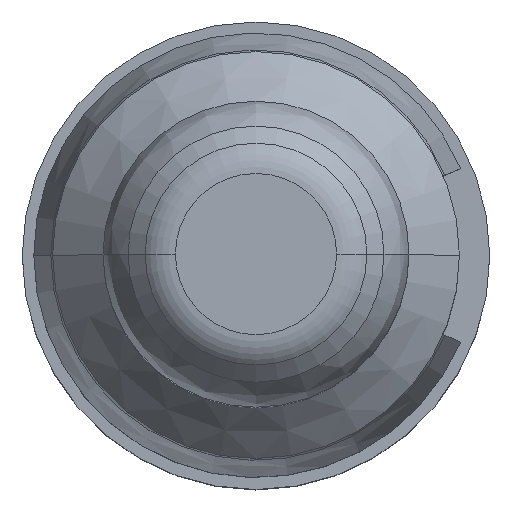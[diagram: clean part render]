
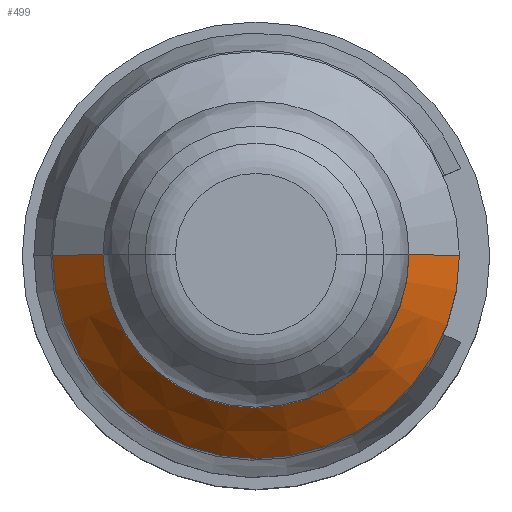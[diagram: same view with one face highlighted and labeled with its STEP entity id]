
A CAD part, top view. The second image highlights one B-rep face of the part: STEP entity #499.
In plain terms, the highlighted conical face has half-angle 44.519 degrees and reference radius 2.38 mm.
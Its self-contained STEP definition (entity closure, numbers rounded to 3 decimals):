
#371=CONICAL_SURFACE('',#1192,2.38,44.519);
#382=LINE('',#1516,#427);
#383=LINE('',#1517,#428);
#427=VECTOR('',#1259,1.);
#428=VECTOR('',#1260,1.);
#499=ADVANCED_FACE('',(#549),#371,.T.);
#549=FACE_OUTER_BOUND('',#598,.T.);
#598=EDGE_LOOP('',(#757,#758,#759,#760));
#757=ORIENTED_EDGE('',*,*,#907,.F.);
#758=ORIENTED_EDGE('',*,*,#972,.F.);
#759=ORIENTED_EDGE('',*,*,#908,.T.);
#760=ORIENTED_EDGE('',*,*,#973,.T.);
#831=VERTEX_POINT('',#1493);
#832=VERTEX_POINT('',#1495);
#839=VERTEX_POINT('',#1514);
#840=VERTEX_POINT('',#1515);
#907=EDGE_CURVE('',#839,#832,#382,.T.);
#908=EDGE_CURVE('',#840,#831,#383,.T.);
#972=EDGE_CURVE('',#840,#839,#1038,.T.);
#973=EDGE_CURVE('',#831,#832,#1039,.T.);
#1038=CIRCLE('',#1189,1.79);
#1039=CIRCLE('',#1191,2.38);
#1189=AXIS2_PLACEMENT_3D('',#1709,#1409,#1410);
#1191=AXIS2_PLACEMENT_3D('',#1711,#1413,#1414);
#1192=AXIS2_PLACEMENT_3D('',#1712,#1415,#1416);
#1259=DIRECTION('',(0.701,0.,-0.713));
#1260=DIRECTION('',(-0.701,0.,-0.713));
#1409=DIRECTION('',(0.,0.,1.));
#1410=DIRECTION('',(1.,0.,0.));
#1413=DIRECTION('',(0.,0.,1.));
#1414=DIRECTION('',(1.,0.,0.));
#1415=DIRECTION('',(0.,0.,-1.));
#1416=DIRECTION('',(1.,0.,0.));
#1493=CARTESIAN_POINT('',(-2.38,0.,4.95));
#1495=CARTESIAN_POINT('',(2.38,0.,4.95));
#1514=CARTESIAN_POINT('',(1.79,0.,5.55));
#1515=CARTESIAN_POINT('',(-1.79,0.,5.55));
#1516=CARTESIAN_POINT('',(2.38,0.,4.95));
#1517=CARTESIAN_POINT('',(-2.38,0.,4.95));
#1709=CARTESIAN_POINT('',(0.,0.,5.55));
#1711=CARTESIAN_POINT('',(0.,0.,4.95));
#1712=CARTESIAN_POINT('',(0.,0.,4.95));
